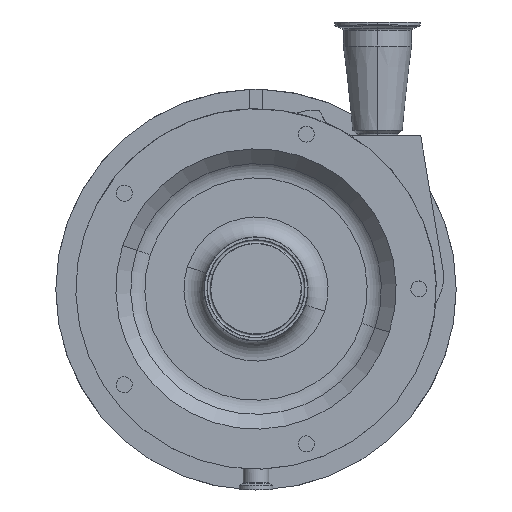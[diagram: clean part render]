
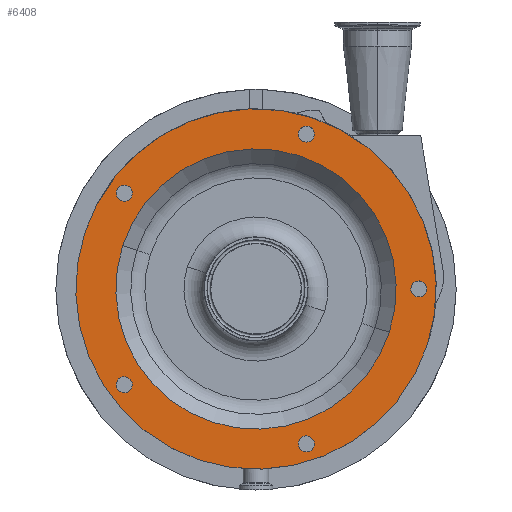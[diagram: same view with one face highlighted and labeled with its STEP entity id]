
A CAD part, top view. The second image highlights one B-rep face of the part: STEP entity #6408.
In plain terms, the highlighted planar face has unit normal (0, 0, 1).
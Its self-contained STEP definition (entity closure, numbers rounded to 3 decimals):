
#107 = EDGE_CURVE ( 'NONE', #3041, #1577, #1085, .T. ) ;
#141 = AXIS2_PLACEMENT_3D ( 'NONE', #2841, #4999, #919 ) ;
#213 = AXIS2_PLACEMENT_3D ( 'NONE', #2536, #1876, #792 ) ;
#222 = EDGE_CURVE ( 'NONE', #6039, #5829, #1535, .T. ) ;
#276 = CIRCLE ( 'NONE', #2150, 135. ) ;
#283 = DIRECTION ( 'NONE',  ( 0.951, -0.309, 0. ) ) ;
#299 = FACE_BOUND ( 'NONE', #4252, .T. ) ;
#304 = CARTESIAN_POINT ( 'NONE',  ( 34.173, -111.175, 284. ) ) ;
#306 = VERTEX_POINT ( 'NONE', #1362 ) ;
#320 = AXIS2_PLACEMENT_3D ( 'NONE', #4639, #945, #6322 ) ;
#362 = EDGE_LOOP ( 'NONE', ( #3599, #2793 ) ) ;
#413 = EDGE_CURVE ( 'NONE', #2121, #306, #1324, .T. ) ;
#497 = EDGE_CURVE ( 'NONE', #2990, #6692, #3461, .T. ) ;
#584 = CIRCLE ( 'NONE', #4079, 6. ) ;
#628 = CARTESIAN_POINT ( 'NONE',  ( -98.7, 71.71, 284. ) ) ;
#657 = EDGE_CURVE ( 'NONE', #6692, #2990, #1213, .T. ) ;
#708 = PLANE ( 'NONE',  #141 ) ;
#792 = DIRECTION ( 'NONE',  ( 0.951, -0.309, 0. ) ) ;
#824 = DIRECTION ( 'NONE',  ( 0., -1., 0. ) ) ;
#838 = DIRECTION ( 'NONE',  ( 0., 0., 1. ) ) ;
#845 = VERTEX_POINT ( 'NONE', #2700 ) ;
#919 = DIRECTION ( 'NONE',  ( 0., -1., 0. ) ) ;
#945 = DIRECTION ( 'NONE',  ( 0., 0., 1. ) ) ;
#947 = DIRECTION ( 'NONE',  ( 0., -1., 0. ) ) ;
#1056 = CARTESIAN_POINT ( 'NONE',  ( 116.294, -1.854, 284. ) ) ;
#1085 = CIRCLE ( 'NONE', #1983, 6. ) ;
#1147 = CIRCLE ( 'NONE', #5087, 6. ) ;
#1213 = CIRCLE ( 'NONE', #213, 6. ) ;
#1235 = CARTESIAN_POINT ( 'NONE',  ( 37.7, -116.029, 284. ) ) ;
#1245 = CIRCLE ( 'NONE', #3249, 6. ) ;
#1271 = EDGE_CURVE ( 'NONE', #5488, #2273, #6733, .T. ) ;
#1272 = CIRCLE ( 'NONE', #3971, 6. ) ;
#1274 = DIRECTION ( 'NONE',  ( 0., 0., 1. ) ) ;
#1324 = CIRCLE ( 'NONE', #2317, 135. ) ;
#1362 = CARTESIAN_POINT ( 'NONE',  ( -128.393, 41.717, 284. ) ) ;
#1402 = ORIENTED_EDGE ( 'NONE', *, *, #6925, .F. ) ;
#1428 = ORIENTED_EDGE ( 'NONE', *, *, #1677, .F. ) ;
#1532 = CARTESIAN_POINT ( 'NONE',  ( 0., 0., 284. ) ) ;
#1535 = CIRCLE ( 'NONE', #320, 6. ) ;
#1539 = AXIS2_PLACEMENT_3D ( 'NONE', #1843, #4488, #3997 ) ;
#1577 = VERTEX_POINT ( 'NONE', #6444 ) ;
#1637 = EDGE_CURVE ( 'NONE', #6053, #845, #6300, .T. ) ;
#1640 = DIRECTION ( 'NONE',  ( 0.588, 0.809, 0. ) ) ;
#1669 = DIRECTION ( 'NONE',  ( 0.951, -0.309, 0. ) ) ;
#1677 = EDGE_CURVE ( 'NONE', #1577, #3041, #1245, .T. ) ;
#1811 = CIRCLE ( 'NONE', #5750, 6. ) ;
#1843 = CARTESIAN_POINT ( 'NONE',  ( 37.7, 116.029, 284. ) ) ;
#1876 = DIRECTION ( 'NONE',  ( 0., 0., 1. ) ) ;
#1979 = VERTEX_POINT ( 'NONE', #2726 ) ;
#1983 = AXIS2_PLACEMENT_3D ( 'NONE', #4945, #3969, #6153 ) ;
#2121 = VERTEX_POINT ( 'NONE', #6715 ) ;
#2150 = AXIS2_PLACEMENT_3D ( 'NONE', #4001, #838, #283 ) ;
#2273 = VERTEX_POINT ( 'NONE', #6848 ) ;
#2317 = AXIS2_PLACEMENT_3D ( 'NONE', #1532, #4732, #6917 ) ;
#2431 = DIRECTION ( 'NONE',  ( 0., 0., 1. ) ) ;
#2536 = CARTESIAN_POINT ( 'NONE',  ( 37.7, 116.029, 284. ) ) ;
#2563 = CARTESIAN_POINT ( 'NONE',  ( -95.173, -66.856, 284. ) ) ;
#2569 = ORIENTED_EDGE ( 'NONE', *, *, #222, .F. ) ;
#2633 = CARTESIAN_POINT ( 'NONE',  ( 0., 0., 284. ) ) ;
#2700 = CARTESIAN_POINT ( 'NONE',  ( 99.861, -32.447, 284. ) ) ;
#2724 = CARTESIAN_POINT ( 'NONE',  ( 37.7, 122.029, 284. ) ) ;
#2726 = CARTESIAN_POINT ( 'NONE',  ( 127.706, 1.854, 284. ) ) ;
#2793 = ORIENTED_EDGE ( 'NONE', *, *, #4831, .T. ) ;
#2841 = CARTESIAN_POINT ( 'NONE',  ( 12.052, 37.091, 284. ) ) ;
#2956 = FACE_OUTER_BOUND ( 'NONE', #362, .T. ) ;
#2990 = VERTEX_POINT ( 'NONE', #5563 ) ;
#3041 = VERTEX_POINT ( 'NONE', #304 ) ;
#3249 = AXIS2_PLACEMENT_3D ( 'NONE', #1235, #1274, #5628 ) ;
#3371 = FACE_BOUND ( 'NONE', #6797, .T. ) ;
#3372 = AXIS2_PLACEMENT_3D ( 'NONE', #2633, #4889, #4364 ) ;
#3461 = CIRCLE ( 'NONE', #1539, 6. ) ;
#3599 = ORIENTED_EDGE ( 'NONE', *, *, #413, .T. ) ;
#3877 = CARTESIAN_POINT ( 'NONE',  ( -102.227, -76.564, 284. ) ) ;
#3904 = FACE_BOUND ( 'NONE', #6622, .T. ) ;
#3926 = ORIENTED_EDGE ( 'NONE', *, *, #497, .F. ) ;
#3942 = EDGE_LOOP ( 'NONE', ( #1428, #5585 ) ) ;
#3969 = DIRECTION ( 'NONE',  ( 0., 0., 1. ) ) ;
#3971 = AXIS2_PLACEMENT_3D ( 'NONE', #5074, #5995, #6593 ) ;
#3997 = DIRECTION ( 'NONE',  ( 0.951, -0.309, 0. ) ) ;
#4001 = CARTESIAN_POINT ( 'NONE',  ( 0., 0., 284. ) ) ;
#4079 = AXIS2_PLACEMENT_3D ( 'NONE', #6231, #4215, #947 ) ;
#4215 = DIRECTION ( 'NONE',  ( 0., 0., 1. ) ) ;
#4230 = ORIENTED_EDGE ( 'NONE', *, *, #657, .F. ) ;
#4252 = EDGE_LOOP ( 'NONE', ( #6705, #2569 ) ) ;
#4364 = DIRECTION ( 'NONE',  ( 0.951, -0.309, 0. ) ) ;
#4488 = DIRECTION ( 'NONE',  ( 0., 0., 1. ) ) ;
#4580 = FACE_BOUND ( 'NONE', #5963, .T. ) ;
#4595 = AXIS2_PLACEMENT_3D ( 'NONE', #5041, #2431, #6177 ) ;
#4639 = CARTESIAN_POINT ( 'NONE',  ( -98.7, -71.71, 284. ) ) ;
#4732 = DIRECTION ( 'NONE',  ( 0., 0., 1. ) ) ;
#4766 = ORIENTED_EDGE ( 'NONE', *, *, #1271, .F. ) ;
#4831 = EDGE_CURVE ( 'NONE', #306, #2121, #276, .T. ) ;
#4889 = DIRECTION ( 'NONE',  ( 0., 0., 1. ) ) ;
#4911 = EDGE_CURVE ( 'NONE', #5829, #6039, #1272, .T. ) ;
#4945 = CARTESIAN_POINT ( 'NONE',  ( 37.7, -116.029, 284. ) ) ;
#4999 = DIRECTION ( 'NONE',  ( 0., 0., -1. ) ) ;
#5041 = CARTESIAN_POINT ( 'NONE',  ( -98.7, 71.71, 284. ) ) ;
#5072 = CARTESIAN_POINT ( 'NONE',  ( 122., 0., 284. ) ) ;
#5074 = CARTESIAN_POINT ( 'NONE',  ( -98.7, -71.71, 284. ) ) ;
#5087 = AXIS2_PLACEMENT_3D ( 'NONE', #5072, #5635, #824 ) ;
#5107 = FACE_BOUND ( 'NONE', #3942, .T. ) ;
#5219 = CARTESIAN_POINT ( 'NONE',  ( -99.861, 32.447, 284. ) ) ;
#5283 = ORIENTED_EDGE ( 'NONE', *, *, #6651, .F. ) ;
#5488 = VERTEX_POINT ( 'NONE', #6218 ) ;
#5518 = ORIENTED_EDGE ( 'NONE', *, *, #1637, .F. ) ;
#5563 = CARTESIAN_POINT ( 'NONE',  ( 37.7, 110.029, 284. ) ) ;
#5585 = ORIENTED_EDGE ( 'NONE', *, *, #107, .F. ) ;
#5628 = DIRECTION ( 'NONE',  ( -0.951, -0.309, 0. ) ) ;
#5635 = DIRECTION ( 'NONE',  ( 0., 0., 1. ) ) ;
#5750 = AXIS2_PLACEMENT_3D ( 'NONE', #628, #6393, #1640 ) ;
#5829 = VERTEX_POINT ( 'NONE', #3877 ) ;
#5963 = EDGE_LOOP ( 'NONE', ( #5283, #4766 ) ) ;
#5990 = EDGE_CURVE ( 'NONE', #6276, #1979, #1147, .T. ) ;
#5995 = DIRECTION ( 'NONE',  ( 0., 0., 1. ) ) ;
#6039 = VERTEX_POINT ( 'NONE', #2563 ) ;
#6053 = VERTEX_POINT ( 'NONE', #5219 ) ;
#6052 = FACE_BOUND ( 'NONE', #6247, .T. ) ;
#6090 = CIRCLE ( 'NONE', #6535, 105. ) ;
#6153 = DIRECTION ( 'NONE',  ( -0.951, -0.309, 0. ) ) ;
#6177 = DIRECTION ( 'NONE',  ( 0.588, 0.809, 0. ) ) ;
#6218 = CARTESIAN_POINT ( 'NONE',  ( -92.994, 69.856, 284. ) ) ;
#6231 = CARTESIAN_POINT ( 'NONE',  ( 122., 0., 284. ) ) ;
#6247 = EDGE_LOOP ( 'NONE', ( #4230, #3926 ) ) ;
#6276 = VERTEX_POINT ( 'NONE', #1056 ) ;
#6300 = CIRCLE ( 'NONE', #3372, 105. ) ;
#6322 = DIRECTION ( 'NONE',  ( -0.588, 0.809, 0. ) ) ;
#6393 = DIRECTION ( 'NONE',  ( 0., 0., 1. ) ) ;
#6408 = ADVANCED_FACE ( 'NONE', ( #2956, #3904, #5107, #299, #4580, #6052, #3371 ), #708, .F. ) ;
#6428 = CARTESIAN_POINT ( 'NONE',  ( 0., 0., 284. ) ) ;
#6444 = CARTESIAN_POINT ( 'NONE',  ( 41.227, -120.883, 284. ) ) ;
#6524 = ORIENTED_EDGE ( 'NONE', *, *, #6591, .F. ) ;
#6533 = DIRECTION ( 'NONE',  ( 0., 0., 1. ) ) ;
#6535 = AXIS2_PLACEMENT_3D ( 'NONE', #6428, #6533, #1669 ) ;
#6591 = EDGE_CURVE ( 'NONE', #845, #6053, #6090, .T. ) ;
#6593 = DIRECTION ( 'NONE',  ( -0.588, 0.809, 0. ) ) ;
#6622 = EDGE_LOOP ( 'NONE', ( #1402, #6947 ) ) ;
#6651 = EDGE_CURVE ( 'NONE', #2273, #5488, #1811, .T. ) ;
#6692 = VERTEX_POINT ( 'NONE', #2724 ) ;
#6705 = ORIENTED_EDGE ( 'NONE', *, *, #4911, .F. ) ;
#6715 = CARTESIAN_POINT ( 'NONE',  ( 128.393, -41.717, 284. ) ) ;
#6733 = CIRCLE ( 'NONE', #4595, 6. ) ;
#6797 = EDGE_LOOP ( 'NONE', ( #6524, #5518 ) ) ;
#6848 = CARTESIAN_POINT ( 'NONE',  ( -104.406, 73.564, 284. ) ) ;
#6917 = DIRECTION ( 'NONE',  ( 0.951, -0.309, 0. ) ) ;
#6925 = EDGE_CURVE ( 'NONE', #1979, #6276, #584, .T. ) ;
#6947 = ORIENTED_EDGE ( 'NONE', *, *, #5990, .F. ) ;
